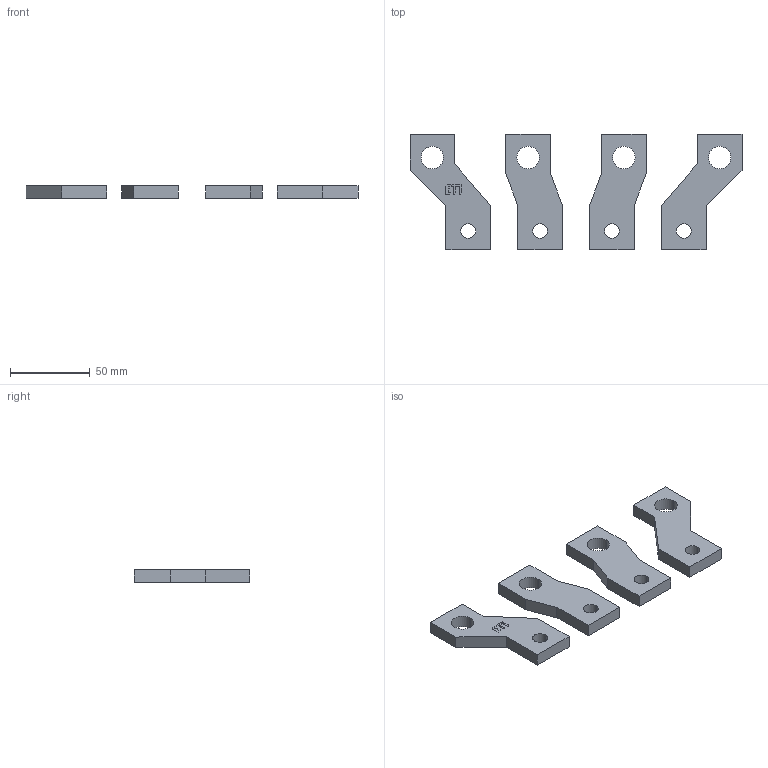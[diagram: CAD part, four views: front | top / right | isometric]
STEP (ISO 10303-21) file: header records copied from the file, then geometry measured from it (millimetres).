
FILE_DESCRIPTION((''),'2;1');
FILE_NAME('ZB2_400_4P_OFFSET_ASM','2021-11-03T',('marketing.praksa'),('Audax d.o.o.'),'CREO PARAMETRIC BY PTC INC, 2017480','CREO PARAMETRIC BY PTC INC, 2017480','');
FILE_SCHEMA(('AUTOMOTIVE_DESIGN { 1 0 10303 214 1 1 1 1 }'));
Length unit declared in the file: millimetre
Products named in the file (6): 70A; 70E; 712; 716; PRT9593; ZB2_400_4P_OFFSET_ASM
Assembly tree (5 placements, depth 2):
  ZB2_400_4P_OFFSET_ASM
    70A
    70E
    712
    716
    PRT9593
Bounding box: 208 x 72.21 x 8 mm (x, y, z)
Volume: 58343.9 mm3; surface area: 23777.3 mm2
Topology: 7 solids, 7 shells, 161 faces, 432 edges, 288 vertices
Faces by surface type: plane 97, cylinder 64
Entity records: 8045 total; most frequent: CARTESIAN_POINT 908, DIRECTION 904, ORIENTED_EDGE 864, PRESENTATION_STYLE_ASSIGNMENT 600, STYLED_ITEM 600, CURVE_STYLE 432, EDGE_CURVE 432, VECTOR 304
